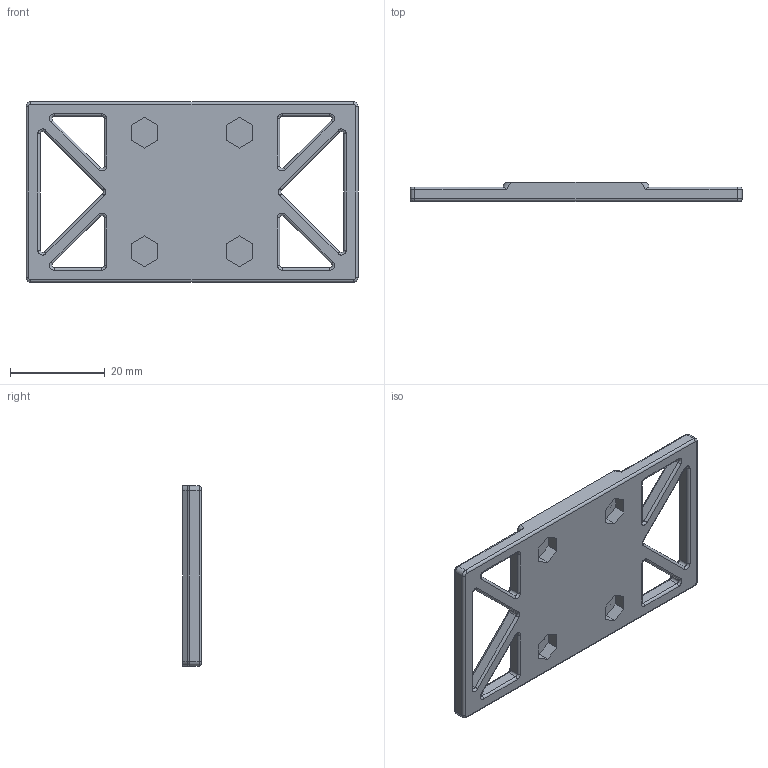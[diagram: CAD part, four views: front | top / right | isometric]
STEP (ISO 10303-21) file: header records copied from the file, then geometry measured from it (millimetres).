
FILE_DESCRIPTION(/* description */ (''),/* implementation_level */ '2;1');
FILE_NAME(/* name */ 'Backplate.stp',/* time_stamp */ '2024-04-22T17:02:01-05:00',/* author */ ('Eric'),/* organization */ (''),/* preprocessor_version */ 'ST-DEVELOPER v20',/* originating_system */ 'Autodesk Inventor 2024',/* authorisation */ '');
FILE_SCHEMA (('AUTOMOTIVE_DESIGN { 1 0 10303 214 3 1 1 }'));
Length unit declared in the file: millimetre
Products named in the file (1): Backplate
Bounding box: 70 x 4 x 38 mm (x, y, z)
Volume: 6850.4 mm3; surface area: 5669.6 mm2
Topology: 1 solids, 1 shells, 180 faces, 422 edges, 252 vertices
Faces by surface type: cylinder 76, plane 60, torus 36, bspline 8
Full cylindrical faces by diameter (mm): 3.5 x4
Entity records: 5241 total; most frequent: DIRECTION 956, CARTESIAN_POINT 955, ORIENTED_EDGE 844, EDGE_CURVE 422, AXIS2_PLACEMENT_3D 365, VERTEX_POINT 252, LINE 226, VECTOR 226
